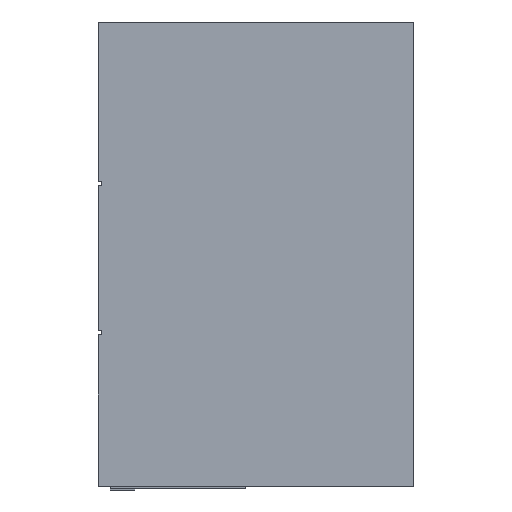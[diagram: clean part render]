
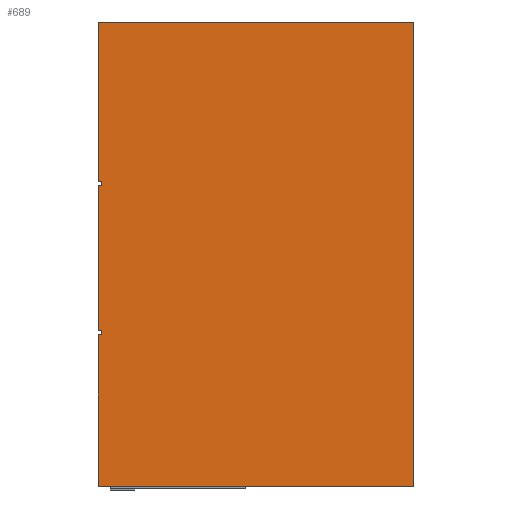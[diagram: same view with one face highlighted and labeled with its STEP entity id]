
A CAD part, left-side view. The second image highlights one B-rep face of the part: STEP entity #689.
In plain terms, the highlighted free-form (B-spline) face has degree [1, 1] with [2, 2] control points.
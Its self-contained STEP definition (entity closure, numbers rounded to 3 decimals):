
#141 = EDGE_CURVE('',#142,#144,#146,.T.);
#142 = VERTEX_POINT('',#143);
#143 = CARTESIAN_POINT('',(-144.747,234.586,
    -321.754));
#144 = VERTEX_POINT('',#145);
#145 = CARTESIAN_POINT('',(-144.747,234.586,
    -113.974));
#146 = B_SPLINE_CURVE_WITH_KNOTS('',1,(#147,#148),.UNSPECIFIED.,.F.,.F.,
  (2,2),(238.631,424.174),.PIECEWISE_BEZIER_KNOTS.);
#147 = CARTESIAN_POINT('',(-144.747,234.586,
    -321.754));
#148 = CARTESIAN_POINT('',(-144.747,234.586,
    -113.974));
#180 = VERTEX_POINT('',#181);
#181 = CARTESIAN_POINT('',(-144.747,234.586,
    90.71));
#194 = VERTEX_POINT('',#195);
#195 = CARTESIAN_POINT('',(-144.747,234.586,
    -108.399));
#200 = EDGE_CURVE('',#194,#180,#201,.T.);
#201 = B_SPLINE_CURVE_WITH_KNOTS('',1,(#202,#203),.UNSPECIFIED.,.F.,.F.,
  (2,2),(429.152,606.952),.PIECEWISE_BEZIER_KNOTS.);
#202 = CARTESIAN_POINT('',(-144.747,234.586,
    -108.399));
#203 = CARTESIAN_POINT('',(-144.747,234.586,
    90.71));
#658 = VERTEX_POINT('',#659);
#659 = CARTESIAN_POINT('',(-144.747,-197.674,
    -321.754));
#674 = VERTEX_POINT('',#675);
#675 = CARTESIAN_POINT('',(-144.747,-197.674,
    315.215));
#680 = EDGE_CURVE('',#674,#658,#681,.T.);
#681 = B_SPLINE_CURVE_WITH_KNOTS('',1,(#682,#683),.UNSPECIFIED.,.F.,.F.,
  (2,2),(-5.,563.8),.PIECEWISE_BEZIER_KNOTS.);
#682 = CARTESIAN_POINT('',(-144.747,-197.674,
    315.215));
#683 = CARTESIAN_POINT('',(-144.747,-197.674,
    -321.754));
#689 = ADVANCED_FACE('',(#690),#752,.T.);
#690 = FACE_BOUND('',#691,.T.);
#691 = EDGE_LOOP('',(#692,#699,#700,#705,#706,#713,#720,#727,#734,#739,
    #740,#747));
#692 = ORIENTED_EDGE('',*,*,#693,.T.);
#693 = EDGE_CURVE('',#694,#144,#696,.T.);
#694 = VERTEX_POINT('',#695);
#695 = CARTESIAN_POINT('',(-144.747,230.107,
    -113.974));
#696 = B_SPLINE_CURVE_WITH_KNOTS('',1,(#697,#698),.UNSPECIFIED.,.F.,.F.,
  (2,2),(0.,4.),.PIECEWISE_BEZIER_KNOTS.);
#697 = CARTESIAN_POINT('',(-144.747,230.107,
    -113.974));
#698 = CARTESIAN_POINT('',(-144.747,234.586,
    -113.974));
#699 = ORIENTED_EDGE('',*,*,#141,.F.);
#700 = ORIENTED_EDGE('',*,*,#701,.T.);
#701 = EDGE_CURVE('',#142,#658,#702,.T.);
#702 = B_SPLINE_CURVE_WITH_KNOTS('',1,(#703,#704),.UNSPECIFIED.,.F.,.F.,
  (2,2),(-5.,381.),.PIECEWISE_BEZIER_KNOTS.);
#703 = CARTESIAN_POINT('',(-144.747,234.586,
    -321.754));
#704 = CARTESIAN_POINT('',(-144.747,-197.674,
    -321.754));
#705 = ORIENTED_EDGE('',*,*,#680,.F.);
#706 = ORIENTED_EDGE('',*,*,#707,.F.);
#707 = EDGE_CURVE('',#708,#674,#710,.T.);
#708 = VERTEX_POINT('',#709);
#709 = CARTESIAN_POINT('',(-144.747,234.586,
    315.215));
#710 = B_SPLINE_CURVE_WITH_KNOTS('',1,(#711,#712),.UNSPECIFIED.,.F.,.F.,
  (2,2),(-5.,381.),.PIECEWISE_BEZIER_KNOTS.);
#711 = CARTESIAN_POINT('',(-144.747,234.586,
    315.215));
#712 = CARTESIAN_POINT('',(-144.747,-197.674,
    315.215));
#713 = ORIENTED_EDGE('',*,*,#714,.F.);
#714 = EDGE_CURVE('',#715,#708,#717,.T.);
#715 = VERTEX_POINT('',#716);
#716 = CARTESIAN_POINT('',(-144.747,234.586,
    96.285));
#717 = B_SPLINE_CURVE_WITH_KNOTS('',1,(#718,#719),.UNSPECIFIED.,.F.,.F.,
  (2,2),(611.931,807.431),.PIECEWISE_BEZIER_KNOTS.);
#718 = CARTESIAN_POINT('',(-144.747,234.586,
    96.285));
#719 = CARTESIAN_POINT('',(-144.747,234.586,
    315.215));
#720 = ORIENTED_EDGE('',*,*,#721,.F.);
#721 = EDGE_CURVE('',#722,#715,#724,.T.);
#722 = VERTEX_POINT('',#723);
#723 = CARTESIAN_POINT('',(-144.747,230.107,
    96.285));
#724 = B_SPLINE_CURVE_WITH_KNOTS('',1,(#725,#726),.UNSPECIFIED.,.F.,.F.,
  (2,2),(0.,4.),.PIECEWISE_BEZIER_KNOTS.);
#725 = CARTESIAN_POINT('',(-144.747,230.107,
    96.285));
#726 = CARTESIAN_POINT('',(-144.747,234.586,
    96.285));
#727 = ORIENTED_EDGE('',*,*,#728,.F.);
#728 = EDGE_CURVE('',#729,#722,#731,.T.);
#729 = VERTEX_POINT('',#730);
#730 = CARTESIAN_POINT('',(-144.747,230.107,
    90.71));
#731 = B_SPLINE_CURVE_WITH_KNOTS('',1,(#732,#733),.UNSPECIFIED.,.F.,.F.,
  (2,2),(0.,4.978),.PIECEWISE_BEZIER_KNOTS.);
#732 = CARTESIAN_POINT('',(-144.747,230.107,
    90.71));
#733 = CARTESIAN_POINT('',(-144.747,230.107,
    96.285));
#734 = ORIENTED_EDGE('',*,*,#735,.T.);
#735 = EDGE_CURVE('',#729,#180,#736,.T.);
#736 = B_SPLINE_CURVE_WITH_KNOTS('',1,(#737,#738),.UNSPECIFIED.,.F.,.F.,
  (2,2),(0.,4.),.PIECEWISE_BEZIER_KNOTS.);
#737 = CARTESIAN_POINT('',(-144.747,230.107,
    90.71));
#738 = CARTESIAN_POINT('',(-144.747,234.586,
    90.71));
#739 = ORIENTED_EDGE('',*,*,#200,.F.);
#740 = ORIENTED_EDGE('',*,*,#741,.F.);
#741 = EDGE_CURVE('',#742,#194,#744,.T.);
#742 = VERTEX_POINT('',#743);
#743 = CARTESIAN_POINT('',(-144.747,230.107,
    -108.399));
#744 = B_SPLINE_CURVE_WITH_KNOTS('',1,(#745,#746),.UNSPECIFIED.,.F.,.F.,
  (2,2),(0.,4.),.PIECEWISE_BEZIER_KNOTS.);
#745 = CARTESIAN_POINT('',(-144.747,230.107,
    -108.399));
#746 = CARTESIAN_POINT('',(-144.747,234.586,
    -108.399));
#747 = ORIENTED_EDGE('',*,*,#748,.F.);
#748 = EDGE_CURVE('',#694,#742,#749,.T.);
#749 = B_SPLINE_CURVE_WITH_KNOTS('',1,(#750,#751),.UNSPECIFIED.,.F.,.F.,
  (2,2),(0.,4.978),.PIECEWISE_BEZIER_KNOTS.);
#750 = CARTESIAN_POINT('',(-144.747,230.107,
    -113.974));
#751 = CARTESIAN_POINT('',(-144.747,230.107,
    -108.399));
#752 = B_SPLINE_SURFACE_WITH_KNOTS('',1,1,(
    (#753,#754)
    ,(#755,#756
    )),.UNSPECIFIED.,.F.,.F.,.F.,(2,2),(2,2),(-284.4,284.4),(-190.5,
    195.5),.PIECEWISE_BEZIER_KNOTS.);
#753 = CARTESIAN_POINT('',(-144.747,-197.674,
    -321.754));
#754 = CARTESIAN_POINT('',(-144.747,234.586,
    -321.754));
#755 = CARTESIAN_POINT('',(-144.747,-197.674,
    315.215));
#756 = CARTESIAN_POINT('',(-144.747,234.586,
    315.215));
